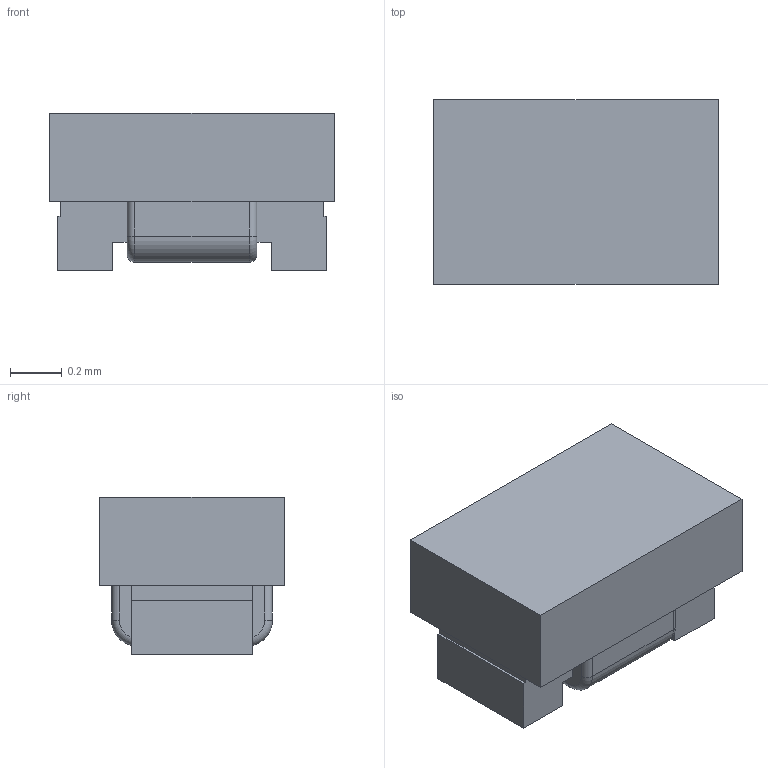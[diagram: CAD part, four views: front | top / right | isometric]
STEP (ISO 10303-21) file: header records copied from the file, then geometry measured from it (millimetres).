
FILE_DESCRIPTION(/* description */ (''),/* implementation_level */ '2;1');
FILE_NAME(/* name */ 'IND_COILCRAFT_0402HP.stp',/* time_stamp */ '2017-09-04T13:45:23+02:00',/* author */ ('riccim'),/* organization */ ('SolidWorks'),/* preprocessor_version */ 'ST-DEVELOPER v16.5',/* originating_system */ 'AutoCAD Mechanical',/* authorisation */ '');
FILE_SCHEMA (('AUTOMOTIVE_DESIGN { 1 0 10303 214 3 1 1 }'));
Length unit declared in the file: millimetre
Products named in the file (1): Product
Bounding box: 1.1 x 0.71 x 0.61 mm (x, y, z)
Volume: 0.4 mm3; surface area: 5.1 mm2
Topology: 4 solids, 4 shells, 44 faces, 100 edges, 64 vertices
Faces by surface type: plane 32, cylinder 8, torus 4
Entity records: 1263 total; most frequent: DIRECTION 210, CARTESIAN_POINT 209, ORIENTED_EDGE 200, EDGE_CURVE 100, LINE 80, VECTOR 80, AXIS2_PLACEMENT_3D 65, VERTEX_POINT 64
